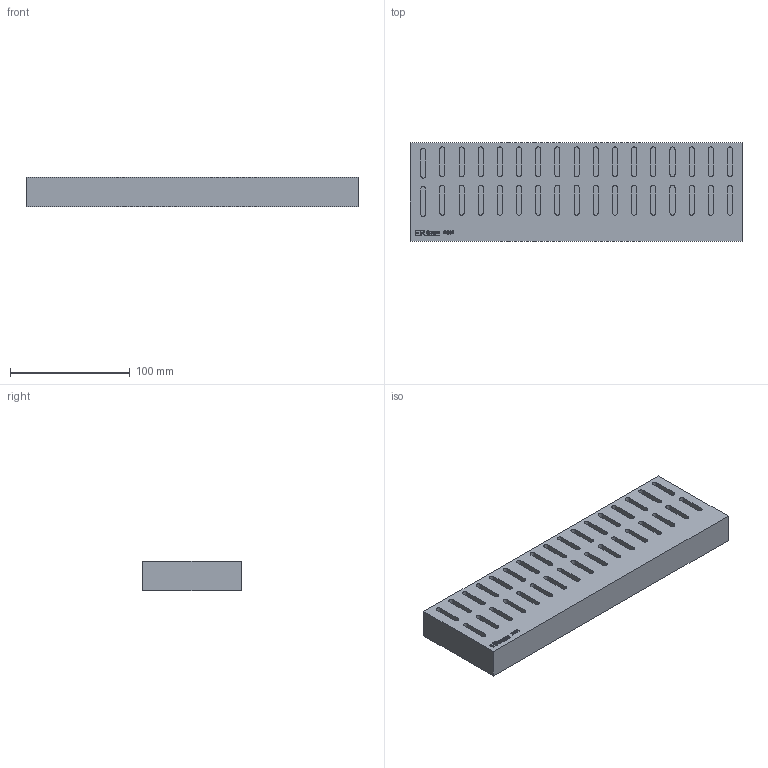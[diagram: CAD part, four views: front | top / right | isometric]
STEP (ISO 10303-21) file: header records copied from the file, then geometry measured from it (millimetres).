
FILE_DESCRIPTION( ( 'Unknown' ), '1' );
FILE_NAME( '712232000-A.stp', 'Unknown', ( 'Unknown' ), ( 'Unknown' ), 'PSStep 15.0.49', 'Unknown', ' ' );
FILE_SCHEMA( ( 'AUTOMOTIVE_DESIGN { 1 0 10303 214 1 1 1 1 }' ) );
Length unit declared in the file: millimetre
Products named in the file (1): 1
Bounding box: 277 x 82 x 25 mm (x, y, z)
Volume: 540315.9 mm3; surface area: 78321.3 mm2
Topology: 1 solids, 1 shells, 279 faces, 684 edges, 456 vertices
Faces by surface type: plane 181, cylinder 68, extrusion 30
Entity records: 12312 total; most frequent: CARTESIAN_POINT 3430, ORIENTED_EDGE 1368, DIRECTION 1290, EDGE_CURVE 684, VECTOR 518, LINE 488, VERTEX_POINT 456, AXIS2_PLACEMENT_3D 386
